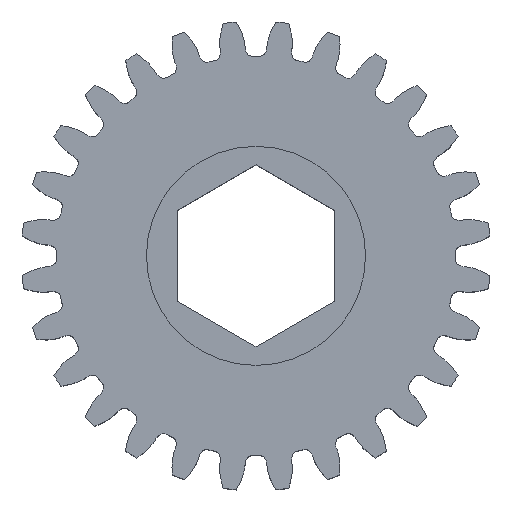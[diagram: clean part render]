
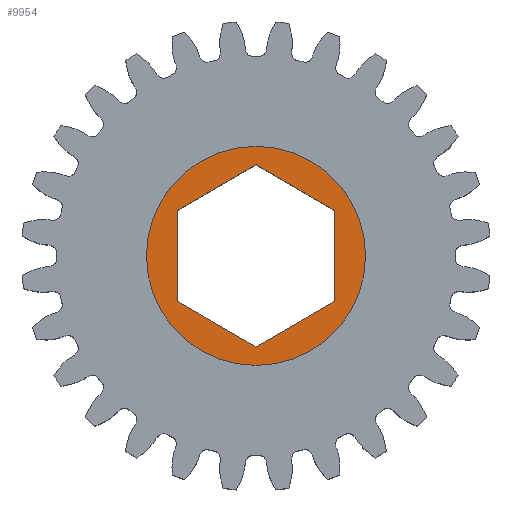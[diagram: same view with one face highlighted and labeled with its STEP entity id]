
A CAD part, top view. The second image highlights one B-rep face of the part: STEP entity #9954.
In plain terms, the highlighted planar face has unit normal (0, 0, 1).
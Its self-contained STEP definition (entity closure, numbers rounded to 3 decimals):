
#12 = VERTEX_POINT ( 'NONE', #2928 ) ;
#61 = DIRECTION ( 'NONE',  ( 0., -1., 0. ) ) ;
#133 = VERTEX_POINT ( 'NONE', #3406 ) ;
#260 = LINE ( 'NONE', #9533, #2677 ) ;
#269 = EDGE_CURVE ( 'NONE', #12, #8743, #5833, .T. ) ;
#308 = DIRECTION ( 'NONE',  ( 0.866, -0.5, 0. ) ) ;
#553 = PLANE ( 'NONE',  #9366 ) ;
#838 = LINE ( 'NONE', #6088, #11070 ) ;
#947 = ORIENTED_EDGE ( 'NONE', *, *, #2018, .F. ) ;
#2018 = EDGE_CURVE ( 'NONE', #133, #7719, #6139, .T. ) ;
#2134 = CARTESIAN_POINT ( 'NONE',  ( -6.388, 3.688, 6.3 ) ) ;
#2261 = EDGE_CURVE ( 'NONE', #6962, #3812, #6298, .T. ) ;
#2358 = FACE_OUTER_BOUND ( 'NONE', #3036, .T. ) ;
#2376 = CARTESIAN_POINT ( 'NONE',  ( 0., 7.376, 6.3 ) ) ;
#2639 = CARTESIAN_POINT ( 'NONE',  ( -6.388, 3.688, 6.3 ) ) ;
#2677 = VECTOR ( 'NONE', #3623, 1000. ) ;
#2707 = DIRECTION ( 'NONE',  ( -0.866, -0.5, 0. ) ) ;
#2928 = CARTESIAN_POINT ( 'NONE',  ( 6.388, -3.688, 6.3 ) ) ;
#3036 = EDGE_LOOP ( 'NONE', ( #947, #4259 ) ) ;
#3181 = CARTESIAN_POINT ( 'NONE',  ( -6.388, -3.688, 6.3 ) ) ;
#3224 = VERTEX_POINT ( 'NONE', #2134 ) ;
#3406 = CARTESIAN_POINT ( 'NONE',  ( 0., 8.89, 6.3 ) ) ;
#3444 = DIRECTION ( 'NONE',  ( 0., 0., -1. ) ) ;
#3623 = DIRECTION ( 'NONE',  ( 0., 1., 0. ) ) ;
#3667 = EDGE_CURVE ( 'NONE', #4077, #3224, #260, .T. ) ;
#3812 = VERTEX_POINT ( 'NONE', #6950 ) ;
#4077 = VERTEX_POINT ( 'NONE', #3181 ) ;
#4109 = DIRECTION ( 'NONE',  ( -0.866, 0.5, 0. ) ) ;
#4257 = CARTESIAN_POINT ( 'NONE',  ( 0., 0., 6.3 ) ) ;
#4259 = ORIENTED_EDGE ( 'NONE', *, *, #7731, .F. ) ;
#4384 = CARTESIAN_POINT ( 'NONE',  ( 0., 0., 6.3 ) ) ;
#5215 = CIRCLE ( 'NONE', #11598, 8.89 ) ;
#5381 = CARTESIAN_POINT ( 'NONE',  ( 0., -8.89, 6.3 ) ) ;
#5506 = VECTOR ( 'NONE', #9226, 1000. ) ;
#5765 = ORIENTED_EDGE ( 'NONE', *, *, #10715, .T. ) ;
#5833 = LINE ( 'NONE', #6686, #9596 ) ;
#5950 = DIRECTION ( 'NONE',  ( 0., 0., -1. ) ) ;
#6088 = CARTESIAN_POINT ( 'NONE',  ( 0., -7.376, 6.3 ) ) ;
#6139 = CIRCLE ( 'NONE', #12233, 8.89 ) ;
#6298 = LINE ( 'NONE', #2376, #6594 ) ;
#6454 = EDGE_CURVE ( 'NONE', #3224, #6962, #11371, .T. ) ;
#6490 = ORIENTED_EDGE ( 'NONE', *, *, #6454, .T. ) ;
#6594 = VECTOR ( 'NONE', #308, 1000. ) ;
#6686 = CARTESIAN_POINT ( 'NONE',  ( 6.388, -3.688, 6.3 ) ) ;
#6721 = CARTESIAN_POINT ( 'NONE',  ( 0., 7.376, 6.3 ) ) ;
#6950 = CARTESIAN_POINT ( 'NONE',  ( 6.388, 3.688, 6.3 ) ) ;
#6962 = VERTEX_POINT ( 'NONE', #6721 ) ;
#7266 = EDGE_CURVE ( 'NONE', #3812, #12, #8223, .T. ) ;
#7719 = VERTEX_POINT ( 'NONE', #5381 ) ;
#7731 = EDGE_CURVE ( 'NONE', #7719, #133, #5215, .T. ) ;
#8223 = LINE ( 'NONE', #10651, #11519 ) ;
#8254 = ORIENTED_EDGE ( 'NONE', *, *, #2261, .T. ) ;
#8552 = EDGE_LOOP ( 'NONE', ( #10096, #6490, #8254, #8766, #11740, #5765 ) ) ;
#8743 = VERTEX_POINT ( 'NONE', #12207 ) ;
#8766 = ORIENTED_EDGE ( 'NONE', *, *, #7266, .T. ) ;
#8960 = DIRECTION ( 'NONE',  ( 0., 1., 0. ) ) ;
#8978 = CARTESIAN_POINT ( 'NONE',  ( 0., 0., 6.3 ) ) ;
#9090 = DIRECTION ( 'NONE',  ( 0., 0., -1. ) ) ;
#9226 = DIRECTION ( 'NONE',  ( 0.866, 0.5, 0. ) ) ;
#9366 = AXIS2_PLACEMENT_3D ( 'NONE', #8978, #5950, #10408 ) ;
#9533 = CARTESIAN_POINT ( 'NONE',  ( -6.388, -3.688, 6.3 ) ) ;
#9596 = VECTOR ( 'NONE', #2707, 1000. ) ;
#9954 = ADVANCED_FACE ( 'NONE', ( #10015, #2358 ), #553, .F. ) ;
#10015 = FACE_BOUND ( 'NONE', #8552, .T. ) ;
#10096 = ORIENTED_EDGE ( 'NONE', *, *, #3667, .T. ) ;
#10408 = DIRECTION ( 'NONE',  ( 0., 1., 0. ) ) ;
#10651 = CARTESIAN_POINT ( 'NONE',  ( 6.388, 3.688, 6.3 ) ) ;
#10715 = EDGE_CURVE ( 'NONE', #8743, #4077, #838, .T. ) ;
#11070 = VECTOR ( 'NONE', #4109, 1000. ) ;
#11109 = DIRECTION ( 'NONE',  ( 0., 1., 0. ) ) ;
#11371 = LINE ( 'NONE', #2639, #5506 ) ;
#11519 = VECTOR ( 'NONE', #61, 1000. ) ;
#11598 = AXIS2_PLACEMENT_3D ( 'NONE', #4384, #3444, #11109 ) ;
#11740 = ORIENTED_EDGE ( 'NONE', *, *, #269, .T. ) ;
#12207 = CARTESIAN_POINT ( 'NONE',  ( 0., -7.376, 6.3 ) ) ;
#12233 = AXIS2_PLACEMENT_3D ( 'NONE', #4257, #9090, #8960 ) ;
